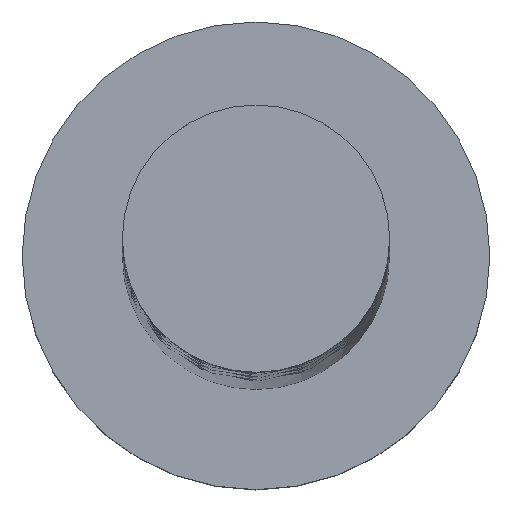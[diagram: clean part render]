
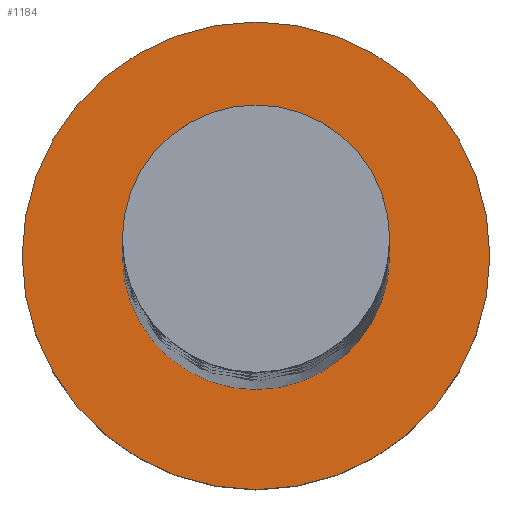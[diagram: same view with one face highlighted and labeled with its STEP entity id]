
A CAD part, top view. The second image highlights one B-rep face of the part: STEP entity #1184.
In plain terms, the highlighted planar face has unit normal (0, 0, 1).
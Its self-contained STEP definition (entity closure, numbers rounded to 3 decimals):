
#29 = CARTESIAN_POINT ( 'NONE',  ( 7., 0., 5. ) ) ;
#96 = CARTESIAN_POINT ( 'NONE',  ( 4., 0., 5. ) ) ;
#152 = EDGE_CURVE ( 'NONE', #876, #779, #1438, .T. ) ;
#322 = DIRECTION ( 'NONE',  ( 1., 0., 0. ) ) ;
#462 = DIRECTION ( 'NONE',  ( 1., 0., 0. ) ) ;
#531 = DIRECTION ( 'NONE',  ( 0., 0., 1. ) ) ;
#600 = FACE_BOUND ( 'NONE', #1175, .T. ) ;
#631 = DIRECTION ( 'NONE',  ( 0., 0., 1. ) ) ;
#678 = AXIS2_PLACEMENT_3D ( 'NONE', #1827, #1868, #1091 ) ;
#779 = VERTEX_POINT ( 'NONE', #96 ) ;
#790 = DIRECTION ( 'NONE',  ( 1., 0., 0. ) ) ;
#861 = AXIS2_PLACEMENT_3D ( 'NONE', #1056, #1220, #322 ) ;
#876 = VERTEX_POINT ( 'NONE', #1430 ) ;
#897 = CARTESIAN_POINT ( 'NONE',  ( 0., 0., 5. ) ) ;
#978 = ORIENTED_EDGE ( 'NONE', *, *, #1039, .T. ) ;
#1039 = EDGE_CURVE ( 'NONE', #1400, #1129, #1165, .T. ) ;
#1056 = CARTESIAN_POINT ( 'NONE',  ( 0., 0., 5. ) ) ;
#1065 = EDGE_CURVE ( 'NONE', #1129, #1400, #1787, .T. ) ;
#1067 = CARTESIAN_POINT ( 'NONE',  ( 0., 0., 5. ) ) ;
#1079 = FACE_OUTER_BOUND ( 'NONE', #1256, .T. ) ;
#1091 = DIRECTION ( 'NONE',  ( 1., 0., 0. ) ) ;
#1129 = VERTEX_POINT ( 'NONE', #29 ) ;
#1165 = CIRCLE ( 'NONE', #861, 7. ) ;
#1175 = EDGE_LOOP ( 'NONE', ( #1468, #1231 ) ) ;
#1184 = ADVANCED_FACE ( 'NONE', ( #600, #1079 ), #1805, .T. ) ;
#1214 = EDGE_CURVE ( 'NONE', #779, #876, #1421, .T. ) ;
#1220 = DIRECTION ( 'NONE',  ( 0., 0., 1. ) ) ;
#1224 = AXIS2_PLACEMENT_3D ( 'NONE', #1067, #531, #1878 ) ;
#1231 = ORIENTED_EDGE ( 'NONE', *, *, #1214, .F. ) ;
#1256 = EDGE_LOOP ( 'NONE', ( #978, #1493 ) ) ;
#1400 = VERTEX_POINT ( 'NONE', #1921 ) ;
#1403 = AXIS2_PLACEMENT_3D ( 'NONE', #1561, #631, #790 ) ;
#1421 = CIRCLE ( 'NONE', #678, 4. ) ;
#1430 = CARTESIAN_POINT ( 'NONE',  ( -4., 0., 5. ) ) ;
#1438 = CIRCLE ( 'NONE', #1403, 4. ) ;
#1468 = ORIENTED_EDGE ( 'NONE', *, *, #152, .F. ) ;
#1493 = ORIENTED_EDGE ( 'NONE', *, *, #1065, .T. ) ;
#1561 = CARTESIAN_POINT ( 'NONE',  ( 0., 0., 5. ) ) ;
#1787 = CIRCLE ( 'NONE', #1920, 7. ) ;
#1795 = DIRECTION ( 'NONE',  ( 0., 0., 1. ) ) ;
#1805 = PLANE ( 'NONE',  #1224 ) ;
#1827 = CARTESIAN_POINT ( 'NONE',  ( 0., 0., 5. ) ) ;
#1868 = DIRECTION ( 'NONE',  ( 0., 0., 1. ) ) ;
#1878 = DIRECTION ( 'NONE',  ( 1., 0., 0. ) ) ;
#1920 = AXIS2_PLACEMENT_3D ( 'NONE', #897, #1795, #462 ) ;
#1921 = CARTESIAN_POINT ( 'NONE',  ( -7., 0., 5. ) ) ;
